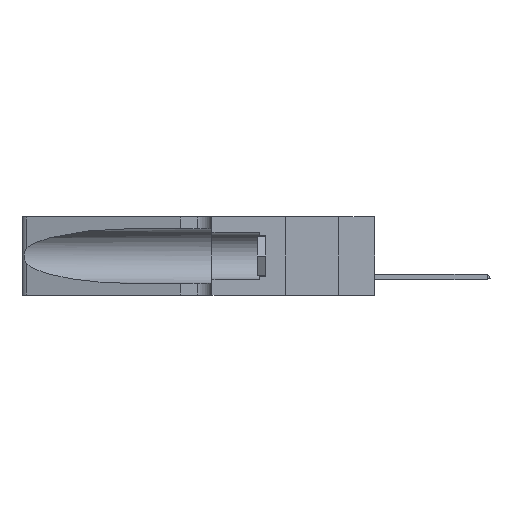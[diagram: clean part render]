
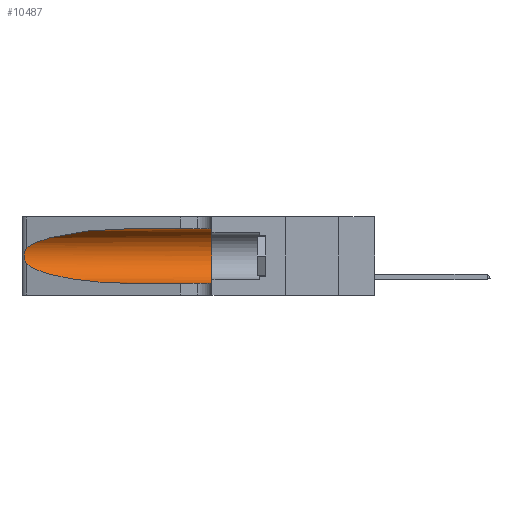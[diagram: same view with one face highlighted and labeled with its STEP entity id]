
A CAD part, left-side view. The second image highlights one B-rep face of the part: STEP entity #10487.
In plain terms, the highlighted cylindrical face has radius 3.308 mm (diameter 6.617 mm), a partial arc.
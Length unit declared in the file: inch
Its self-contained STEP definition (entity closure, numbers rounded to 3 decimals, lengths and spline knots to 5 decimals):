
#1013 = CARTESIAN_POINT ( 'NONE',  ( 0.18966, 0.96281, 0.05475 ) ) ;
#1812 = CARTESIAN_POINT ( 'NONE',  ( 0.25487, 1.22718, 0.22369 ) ) ;
#1965 = AXIS2_PLACEMENT_3D ( 'NONE', #11623, #22410, #19677 ) ;
#2238 = ORIENTED_EDGE ( 'NONE', *, *, #31612, .F. ) ;
#2896 = CARTESIAN_POINT ( 'NONE',  ( 0.25639, 1.23184, 0.21858 ) ) ;
#3640 = EDGE_CURVE ( 'NONE', #14234, #24927, #7027, .T. ) ;
#3789 = ORIENTED_EDGE ( 'NONE', *, *, #24524, .T. ) ;
#3795 = CARTESIAN_POINT ( 'NONE',  ( 0.2373, 1.15595, 0.08982 ) ) ;
#3923 = CARTESIAN_POINT ( 'NONE',  ( 0.26075, 1.23896, 0.19203 ) ) ;
#4118 = VERTEX_POINT ( 'NONE', #13732 ) ;
#4169 = CARTESIAN_POINT ( 'NONE',  ( 0.26075, 1.23896, 0.178 ) ) ;
#4314 = VERTEX_POINT ( 'NONE', #5817 ) ;
#5535 = CARTESIAN_POINT ( 'NONE',  ( 0.25787, 1.23484, 0.2124 ) ) ;
#5817 = CARTESIAN_POINT ( 'NONE',  ( 0.1305, 0.35, 0.31525 ) ) ;
#5903 = CARTESIAN_POINT ( 'NONE',  ( 0.1305, 1.61858, 0.31525 ) ) ;
#6961 = CARTESIAN_POINT ( 'NONE',  ( 0.18966, 0.96281, 0.31525 ) ) ;
#6985 = VERTEX_POINT ( 'NONE', #13524 ) ;
#7027 =( BOUNDED_CURVE ( )  B_SPLINE_CURVE ( 3, ( #19987, #6961, #12652, #1812 ),
 .UNSPECIFIED., .F., .T. ) 
 B_SPLINE_CURVE_WITH_KNOTS ( ( 4, 4 ),
 ( 1.5708, 2.84003 ),
 .UNSPECIFIED. ) 
 CURVE ( )  GEOMETRIC_REPRESENTATION_ITEM ( )  RATIONAL_B_SPLINE_CURVE ( ( 1., 0.87, 0.87, 1. ) ) 
 REPRESENTATION_ITEM ( '' )  );
#10487 = ADVANCED_FACE ( 'NONE', ( #28191 ), #20438, .F. ) ;
#10879 = VECTOR ( 'NONE', #20943, 39.37008 ) ;
#11272 = LINE ( 'NONE', #17923, #10879 ) ;
#11623 = CARTESIAN_POINT ( 'NONE',  ( 0.1305, 0.35, 0.185 ) ) ;
#12023 = EDGE_CURVE ( 'NONE', #6985, #16966, #11272, .T. ) ;
#12155 = ORIENTED_EDGE ( 'NONE', *, *, #31104, .F. ) ;
#12586 = CARTESIAN_POINT ( 'NONE',  ( 0.25789, 1.23486, 0.15765 ) ) ;
#12652 = CARTESIAN_POINT ( 'NONE',  ( 0.2373, 1.15595, 0.28018 ) ) ;
#13311 = LINE ( 'NONE', #5903, #25604 ) ;
#13524 = CARTESIAN_POINT ( 'NONE',  ( 0.1305, 0.72297, 0.05475 ) ) ;
#13732 = CARTESIAN_POINT ( 'NONE',  ( 0.25487, 1.22718, 0.14631 ) ) ;
#14097 =( BOUNDED_CURVE ( )  B_SPLINE_CURVE ( 3, ( #29423, #3795, #1013, #29650 ),
 .UNSPECIFIED., .F., .T. ) 
 B_SPLINE_CURVE_WITH_KNOTS ( ( 4, 4 ),
 ( 3.44316, 4.71239 ),
 .UNSPECIFIED. ) 
 CURVE ( )  GEOMETRIC_REPRESENTATION_ITEM ( )  RATIONAL_B_SPLINE_CURVE ( ( 1., 0.87, 0.87, 1. ) ) 
 REPRESENTATION_ITEM ( '' )  );
#14234 = VERTEX_POINT ( 'NONE', #24900 ) ;
#14519 = CARTESIAN_POINT ( 'NONE',  ( 0.26018, 1.23835, 0.19895 ) ) ;
#15233 = CARTESIAN_POINT ( 'NONE',  ( 0.25487, 1.22718, 0.14631 ) ) ;
#16661 = B_SPLINE_CURVE_WITH_KNOTS ( 'NONE', 3,
 ( #18917, #31646, #2896, #5535, #26458, #14519, #3923, #4169, #25083, #30955, #12586, #23135, #17555, #15233 ),
 .UNSPECIFIED., .F., .F.,
 ( 4, 2, 2, 2, 2, 2, 4 ),
 ( 0., 0.00027, 0.00053, 0.00107, 0.0016, 0.00187, 0.00214 ),
 .UNSPECIFIED. ) ;
#16883 = DIRECTION ( 'NONE',  ( 0., -1., 0. ) ) ;
#16966 = VERTEX_POINT ( 'NONE', #30878 ) ;
#16992 = AXIS2_PLACEMENT_3D ( 'NONE', #32684, #21582, #26856 ) ;
#17023 = EDGE_LOOP ( 'NONE', ( #31134, #27222, #3789, #30686, #12155, #2238 ) ) ;
#17555 = CARTESIAN_POINT ( 'NONE',  ( 0.25555, 1.22993, 0.14849 ) ) ;
#17923 = CARTESIAN_POINT ( 'NONE',  ( 0.1305, 1.61858, 0.05475 ) ) ;
#18917 = CARTESIAN_POINT ( 'NONE',  ( 0.25487, 1.22718, 0.22369 ) ) ;
#19677 = DIRECTION ( 'NONE',  ( 0., 0., 1. ) ) ;
#19987 = CARTESIAN_POINT ( 'NONE',  ( 0.1305, 0.72297, 0.31525 ) ) ;
#20438 = CYLINDRICAL_SURFACE ( 'NONE', #16992, 0.13025 ) ;
#20943 = DIRECTION ( 'NONE',  ( 0., -1., 0. ) ) ;
#21582 = DIRECTION ( 'NONE',  ( 0., -1., 0. ) ) ;
#22343 = CIRCLE ( 'NONE', #1965, 0.13025 ) ;
#22410 = DIRECTION ( 'NONE',  ( 0., 1., 0. ) ) ;
#23074 = EDGE_CURVE ( 'NONE', #24927, #4118, #16661, .T. ) ;
#23105 = CARTESIAN_POINT ( 'NONE',  ( 0.25487, 1.22718, 0.22369 ) ) ;
#23135 = CARTESIAN_POINT ( 'NONE',  ( 0.25639, 1.23186, 0.15144 ) ) ;
#24524 = EDGE_CURVE ( 'NONE', #4118, #6985, #14097, .T. ) ;
#24900 = CARTESIAN_POINT ( 'NONE',  ( 0.1305, 0.72297, 0.31525 ) ) ;
#24927 = VERTEX_POINT ( 'NONE', #23105 ) ;
#25083 = CARTESIAN_POINT ( 'NONE',  ( 0.26017, 1.23833, 0.17102 ) ) ;
#25604 = VECTOR ( 'NONE', #16883, 39.37008 ) ;
#26458 = CARTESIAN_POINT ( 'NONE',  ( 0.25854, 1.2359, 0.20912 ) ) ;
#26856 = DIRECTION ( 'NONE',  ( 0., 0., -1. ) ) ;
#27222 = ORIENTED_EDGE ( 'NONE', *, *, #23074, .T. ) ;
#28191 = FACE_OUTER_BOUND ( 'NONE', #17023, .T. ) ;
#29423 = CARTESIAN_POINT ( 'NONE',  ( 0.25487, 1.22718, 0.14631 ) ) ;
#29650 = CARTESIAN_POINT ( 'NONE',  ( 0.1305, 0.72297, 0.05475 ) ) ;
#30686 = ORIENTED_EDGE ( 'NONE', *, *, #12023, .T. ) ;
#30878 = CARTESIAN_POINT ( 'NONE',  ( 0.1305, 0.35, 0.05475 ) ) ;
#30955 = CARTESIAN_POINT ( 'NONE',  ( 0.25856, 1.23593, 0.16098 ) ) ;
#31104 = EDGE_CURVE ( 'NONE', #4314, #16966, #22343, .T. ) ;
#31134 = ORIENTED_EDGE ( 'NONE', *, *, #3640, .T. ) ;
#31612 = EDGE_CURVE ( 'NONE', #14234, #4314, #13311, .T. ) ;
#31646 = CARTESIAN_POINT ( 'NONE',  ( 0.25555, 1.22994, 0.2215 ) ) ;
#32684 = CARTESIAN_POINT ( 'NONE',  ( 0.1305, 1.61858, 0.185 ) ) ;
